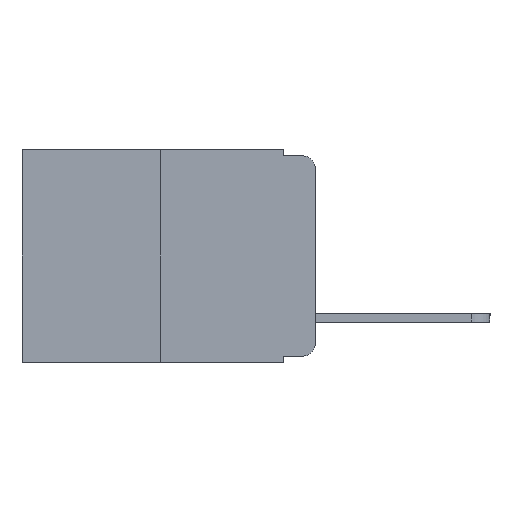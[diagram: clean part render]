
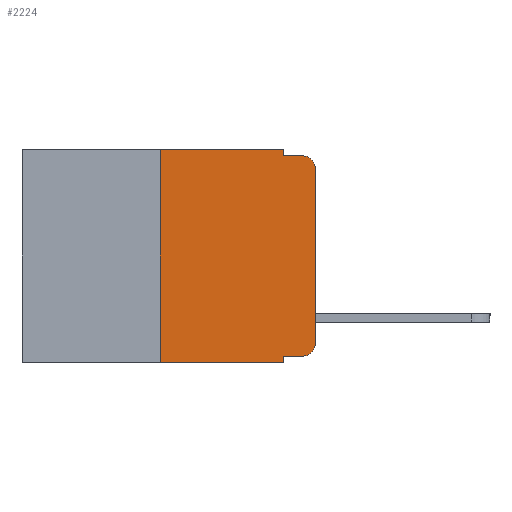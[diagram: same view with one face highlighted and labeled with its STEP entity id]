
A CAD part, left-side view. The second image highlights one B-rep face of the part: STEP entity #2224.
In plain terms, the highlighted planar face has unit normal (-1, 0, 0).
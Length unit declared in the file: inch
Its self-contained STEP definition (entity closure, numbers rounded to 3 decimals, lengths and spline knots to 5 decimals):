
#5 = EDGE_CURVE ( 'NONE', #9602, #7493, #10633, .T. ) ;
#410 = VECTOR ( 'NONE', #9370, 39.37008 ) ;
#479 = ORIENTED_EDGE ( 'NONE', *, *, #10913, .F. ) ;
#518 = DIRECTION ( 'NONE',  ( 0., -1., 0. ) ) ;
#521 = CARTESIAN_POINT ( 'NONE',  ( 0., 0.051, -0.333 ) ) ;
#650 = VECTOR ( 'NONE', #2669, 39.37008 ) ;
#696 = CARTESIAN_POINT ( 'NONE',  ( 0., 0.051, -0.343 ) ) ;
#1292 = CARTESIAN_POINT ( 'NONE',  ( 0., 0.02, -0.01 ) ) ;
#1655 = ORIENTED_EDGE ( 'NONE', *, *, #3095, .T. ) ;
#1929 = VERTEX_POINT ( 'NONE', #2464 ) ;
#2114 = VERTEX_POINT ( 'NONE', #11021 ) ;
#2197 = EDGE_CURVE ( 'NONE', #2114, #7493, #11988, .T. ) ;
#2224 = ADVANCED_FACE ( 'NONE', ( #9194 ), #8890, .F. ) ;
#2464 = CARTESIAN_POINT ( 'NONE',  ( 0., 0.25, -0.343 ) ) ;
#2669 = DIRECTION ( 'NONE',  ( 0., 0., -1. ) ) ;
#2913 = VECTOR ( 'NONE', #7981, 39.37008 ) ;
#3095 = EDGE_CURVE ( 'NONE', #1929, #10453, #6131, .T. ) ;
#3366 = CARTESIAN_POINT ( 'NONE',  ( 0., 0.25, 0. ) ) ;
#3499 = DIRECTION ( 'NONE',  ( 0., 0., -1. ) ) ;
#3911 = ORIENTED_EDGE ( 'NONE', *, *, #5, .F. ) ;
#3924 = EDGE_CURVE ( 'NONE', #7273, #6378, #10666, .T. ) ;
#4754 = VECTOR ( 'NONE', #518, 39.37008 ) ;
#4994 = AXIS2_PLACEMENT_3D ( 'NONE', #5009, #11708, #5965 ) ;
#5009 = CARTESIAN_POINT ( 'NONE',  ( 0., 0.02, -0.313 ) ) ;
#5072 = CARTESIAN_POINT ( 'NONE',  ( 0., 0., 0. ) ) ;
#5154 = DIRECTION ( 'NONE',  ( 0., -1., 0. ) ) ;
#5175 = EDGE_CURVE ( 'NONE', #9277, #7992, #6715, .T. ) ;
#5282 = CARTESIAN_POINT ( 'NONE',  ( 0., 0.051, 0. ) ) ;
#5766 = LINE ( 'NONE', #10401, #650 ) ;
#5834 = ORIENTED_EDGE ( 'NONE', *, *, #6570, .F. ) ;
#5913 = LINE ( 'NONE', #3366, #8187 ) ;
#5965 = DIRECTION ( 'NONE',  ( 0., 0., -1. ) ) ;
#5982 = CIRCLE ( 'NONE', #4994, 0.02 ) ;
#6054 = DIRECTION ( 'NONE',  ( -1., 0., 0. ) ) ;
#6068 = CARTESIAN_POINT ( 'NONE',  ( 0., 0.02, -0.03 ) ) ;
#6095 = CARTESIAN_POINT ( 'NONE',  ( 0., 0.473, 0. ) ) ;
#6131 = LINE ( 'NONE', #10740, #8694 ) ;
#6154 = ORIENTED_EDGE ( 'NONE', *, *, #6246, .T. ) ;
#6246 = EDGE_CURVE ( 'NONE', #10050, #2114, #10606, .T. ) ;
#6378 = VERTEX_POINT ( 'NONE', #5282 ) ;
#6570 = EDGE_CURVE ( 'NONE', #6378, #9602, #5766, .T. ) ;
#6715 = LINE ( 'NONE', #521, #4754 ) ;
#6851 = CARTESIAN_POINT ( 'NONE',  ( 0., 0.02, -0.333 ) ) ;
#6916 = CARTESIAN_POINT ( 'NONE',  ( 0., 0.051, -0.01 ) ) ;
#6989 = ORIENTED_EDGE ( 'NONE', *, *, #5175, .T. ) ;
#7146 = DIRECTION ( 'NONE',  ( 0., 0., -1. ) ) ;
#7179 = DIRECTION ( 'NONE',  ( 0., 0., -1. ) ) ;
#7242 = DIRECTION ( 'NONE',  ( 1., 0., 0. ) ) ;
#7273 = VERTEX_POINT ( 'NONE', #7719 ) ;
#7330 = AXIS2_PLACEMENT_3D ( 'NONE', #6095, #7242, #7179 ) ;
#7381 = EDGE_CURVE ( 'NONE', #7992, #10050, #5982, .T. ) ;
#7436 = CARTESIAN_POINT ( 'NONE',  ( 0., 0.051, -0.01 ) ) ;
#7493 = VERTEX_POINT ( 'NONE', #1292 ) ;
#7719 = CARTESIAN_POINT ( 'NONE',  ( 0., 0.25, 0. ) ) ;
#7882 = VECTOR ( 'NONE', #3499, 39.37008 ) ;
#7981 = DIRECTION ( 'NONE',  ( 0., 0., 1. ) ) ;
#7992 = VERTEX_POINT ( 'NONE', #6851 ) ;
#8187 = VECTOR ( 'NONE', #10191, 39.37008 ) ;
#8400 = CARTESIAN_POINT ( 'NONE',  ( 0., 0.051, -0.333 ) ) ;
#8459 = DIRECTION ( 'NONE',  ( 0., -1., 0. ) ) ;
#8587 = CARTESIAN_POINT ( 'NONE',  ( 0., 0., -0.313 ) ) ;
#8694 = VECTOR ( 'NONE', #8459, 39.37008 ) ;
#8890 = PLANE ( 'NONE',  #7330 ) ;
#9194 = FACE_OUTER_BOUND ( 'NONE', #10427, .T. ) ;
#9240 = ORIENTED_EDGE ( 'NONE', *, *, #3924, .F. ) ;
#9277 = VERTEX_POINT ( 'NONE', #8400 ) ;
#9370 = DIRECTION ( 'NONE',  ( 0., -1., 0. ) ) ;
#9520 = ORIENTED_EDGE ( 'NONE', *, *, #2197, .T. ) ;
#9602 = VERTEX_POINT ( 'NONE', #6916 ) ;
#9679 = AXIS2_PLACEMENT_3D ( 'NONE', #6068, #6054, #7146 ) ;
#10050 = VERTEX_POINT ( 'NONE', #8587 ) ;
#10191 = DIRECTION ( 'NONE',  ( 0., 0., 1. ) ) ;
#10353 = VECTOR ( 'NONE', #5154, 39.37008 ) ;
#10401 = CARTESIAN_POINT ( 'NONE',  ( 0., 0.051, 0. ) ) ;
#10427 = EDGE_LOOP ( 'NONE', ( #6154, #9520, #3911, #5834, #9240, #479, #1655, #10720, #6989, #11351 ) ) ;
#10453 = VERTEX_POINT ( 'NONE', #696 ) ;
#10457 = LINE ( 'NONE', #12153, #7882 ) ;
#10606 = LINE ( 'NONE', #5072, #2913 ) ;
#10611 = CARTESIAN_POINT ( 'NONE',  ( 0., 0.473, 0. ) ) ;
#10633 = LINE ( 'NONE', #7436, #10353 ) ;
#10666 = LINE ( 'NONE', #10611, #410 ) ;
#10720 = ORIENTED_EDGE ( 'NONE', *, *, #10995, .F. ) ;
#10740 = CARTESIAN_POINT ( 'NONE',  ( 0., 0.473, -0.343 ) ) ;
#10913 = EDGE_CURVE ( 'NONE', #1929, #7273, #5913, .T. ) ;
#10995 = EDGE_CURVE ( 'NONE', #9277, #10453, #10457, .T. ) ;
#11021 = CARTESIAN_POINT ( 'NONE',  ( 0., 0., -0.03 ) ) ;
#11351 = ORIENTED_EDGE ( 'NONE', *, *, #7381, .T. ) ;
#11708 = DIRECTION ( 'NONE',  ( -1., 0., 0. ) ) ;
#11988 = CIRCLE ( 'NONE', #9679, 0.02 ) ;
#12153 = CARTESIAN_POINT ( 'NONE',  ( 0., 0.051, 0. ) ) ;
